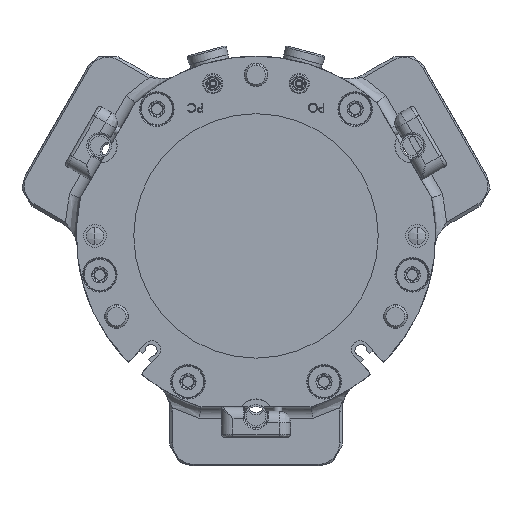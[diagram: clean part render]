
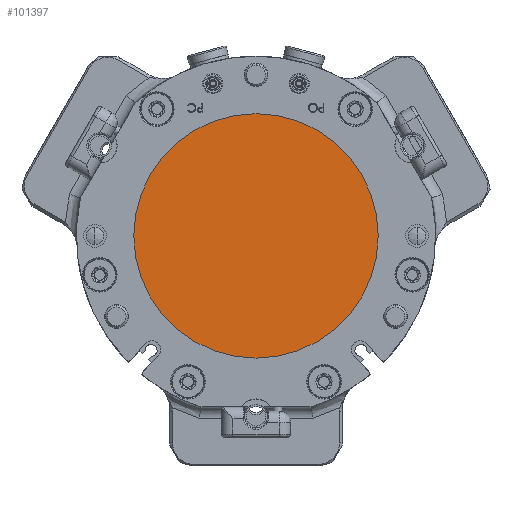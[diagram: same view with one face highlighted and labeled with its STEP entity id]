
A CAD part, front view. The second image highlights one B-rep face of the part: STEP entity #101397.
In plain terms, the highlighted planar face has unit normal (0, -1, 0).
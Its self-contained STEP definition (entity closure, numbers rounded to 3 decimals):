
#11474 = DIRECTION ( 'NONE',  ( 0., -1., 0. ) ) ;
#13183 = AXIS2_PLACEMENT_3D ( 'NONE', #54121, #16846, #136665 ) ;
#15036 = CIRCLE ( 'NONE', #151804, 42.5 ) ;
#16846 = DIRECTION ( 'NONE',  ( 0., -1., 0. ) ) ;
#18183 = CARTESIAN_POINT ( 'NONE',  ( 0., 0.25, -42.5 ) ) ;
#41275 = VERTEX_POINT ( 'NONE', #18183 ) ;
#44043 = EDGE_CURVE ( 'NONE', #41275, #127837, #94259, .T. ) ;
#46227 = DIRECTION ( 'NONE',  ( 0., 0., -1. ) ) ;
#51891 = EDGE_CURVE ( 'NONE', #127837, #41275, #15036, .T. ) ;
#54121 = CARTESIAN_POINT ( 'NONE',  ( 0., 0.25, 0. ) ) ;
#54416 = ORIENTED_EDGE ( 'NONE', *, *, #44043, .T. ) ;
#57461 = CARTESIAN_POINT ( 'NONE',  ( 0., 0.25, 0. ) ) ;
#58115 = CARTESIAN_POINT ( 'NONE',  ( 0., 0.25, 0. ) ) ;
#93977 = DIRECTION ( 'NONE',  ( 0., 0., -1. ) ) ;
#94259 = CIRCLE ( 'NONE', #13183, 42.5 ) ;
#101397 = ADVANCED_FACE ( 'NONE', ( #132702 ), #108119, .T. ) ;
#105011 = DIRECTION ( 'NONE',  ( 0., -1., 0. ) ) ;
#108119 = PLANE ( 'NONE',  #153294 ) ;
#112998 = CARTESIAN_POINT ( 'NONE',  ( 0., 0.25, 42.5 ) ) ;
#127837 = VERTEX_POINT ( 'NONE', #112998 ) ;
#132702 = FACE_OUTER_BOUND ( 'NONE', #155852, .T. ) ;
#136665 = DIRECTION ( 'NONE',  ( 0., 0., -1. ) ) ;
#151804 = AXIS2_PLACEMENT_3D ( 'NONE', #57461, #11474, #93977 ) ;
#152634 = ORIENTED_EDGE ( 'NONE', *, *, #51891, .T. ) ;
#153294 = AXIS2_PLACEMENT_3D ( 'NONE', #58115, #105011, #46227 ) ;
#155852 = EDGE_LOOP ( 'NONE', ( #54416, #152634 ) ) ;
